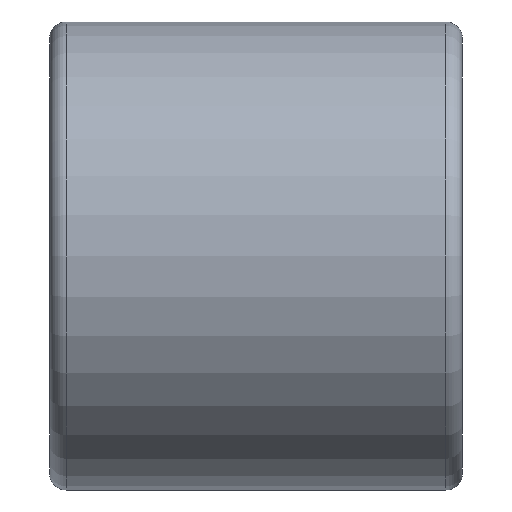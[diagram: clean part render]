
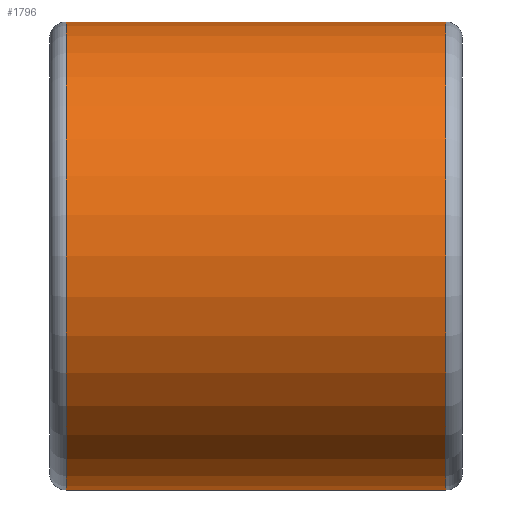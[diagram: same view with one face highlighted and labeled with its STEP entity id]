
A CAD part, front view. The second image highlights one B-rep face of the part: STEP entity #1796.
In plain terms, the highlighted cylindrical face has radius 42.5 mm (diameter 85 mm), a partial arc.
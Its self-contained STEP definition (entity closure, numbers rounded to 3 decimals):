
#58 = AXIS2_PLACEMENT_3D ( 'NONE', #2783, #404, #3163 ) ;
#133 = DIRECTION ( 'NONE',  ( -1., 0., 0. ) ) ;
#277 = ORIENTED_EDGE ( 'NONE', *, *, #1754, .F. ) ;
#393 = CIRCLE ( 'NONE', #58, 42.5 ) ;
#404 = DIRECTION ( 'NONE',  ( -1., 0., 0. ) ) ;
#442 = ORIENTED_EDGE ( 'NONE', *, *, #4244, .T. ) ;
#447 = EDGE_LOOP ( 'NONE', ( #277, #2911, #442, #4091 ) ) ;
#557 = CARTESIAN_POINT ( 'NONE',  ( 3., 0., -42.5 ) ) ;
#564 = CARTESIAN_POINT ( 'NONE',  ( 72., 0., 42.5 ) ) ;
#989 = DIRECTION ( 'NONE',  ( -1., 0., 0. ) ) ;
#1079 = EDGE_CURVE ( 'NONE', #3343, #3715, #4568, .T. ) ;
#1211 = AXIS2_PLACEMENT_3D ( 'NONE', #4555, #2186, #4939 ) ;
#1339 = VECTOR ( 'NONE', #133, 1000. ) ;
#1405 = AXIS2_PLACEMENT_3D ( 'NONE', #3359, #989, #2534 ) ;
#1749 = DIRECTION ( 'NONE',  ( -1., 0., 0. ) ) ;
#1754 = EDGE_CURVE ( 'NONE', #4874, #3715, #4374, .T. ) ;
#1796 = ADVANCED_FACE ( 'NONE', ( #4920 ), #2449, .T. ) ;
#2186 = DIRECTION ( 'NONE',  ( 1., 0., 0. ) ) ;
#2449 = CYLINDRICAL_SURFACE ( 'NONE', #1405, 42.5 ) ;
#2450 = CARTESIAN_POINT ( 'NONE',  ( 0., 0., -42.5 ) ) ;
#2534 = DIRECTION ( 'NONE',  ( 0., 0., 1. ) ) ;
#2604 = VECTOR ( 'NONE', #1749, 1000. ) ;
#2783 = CARTESIAN_POINT ( 'NONE',  ( 72., 0., 0. ) ) ;
#2911 = ORIENTED_EDGE ( 'NONE', *, *, #3421, .T. ) ;
#3081 = CARTESIAN_POINT ( 'NONE',  ( 3., 0., 42.5 ) ) ;
#3163 = DIRECTION ( 'NONE',  ( 0., 0., 1. ) ) ;
#3169 = VERTEX_POINT ( 'NONE', #564 ) ;
#3343 = VERTEX_POINT ( 'NONE', #3081 ) ;
#3359 = CARTESIAN_POINT ( 'NONE',  ( 0., 0., 0. ) ) ;
#3421 = EDGE_CURVE ( 'NONE', #4874, #3169, #393, .T. ) ;
#3715 = VERTEX_POINT ( 'NONE', #557 ) ;
#4091 = ORIENTED_EDGE ( 'NONE', *, *, #1079, .T. ) ;
#4119 = CARTESIAN_POINT ( 'NONE',  ( 0., 0., 42.5 ) ) ;
#4244 = EDGE_CURVE ( 'NONE', #3169, #3343, #4695, .T. ) ;
#4374 = LINE ( 'NONE', #2450, #1339 ) ;
#4555 = CARTESIAN_POINT ( 'NONE',  ( 3., 0., 0. ) ) ;
#4568 = CIRCLE ( 'NONE', #1211, 42.5 ) ;
#4695 = LINE ( 'NONE', #4119, #2604 ) ;
#4807 = CARTESIAN_POINT ( 'NONE',  ( 72., 0., -42.5 ) ) ;
#4874 = VERTEX_POINT ( 'NONE', #4807 ) ;
#4920 = FACE_OUTER_BOUND ( 'NONE', #447, .T. ) ;
#4939 = DIRECTION ( 'NONE',  ( 0., 0., -1. ) ) ;
